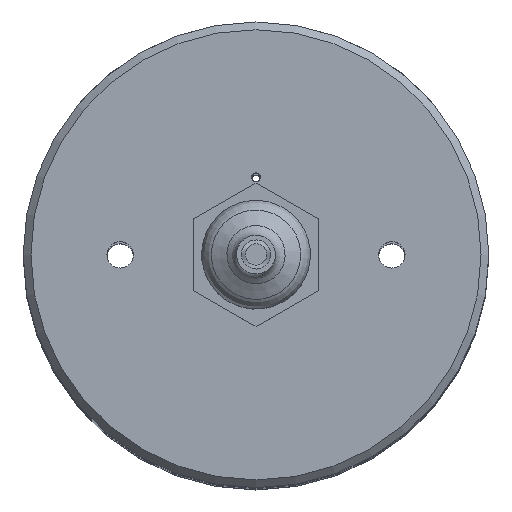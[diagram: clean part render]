
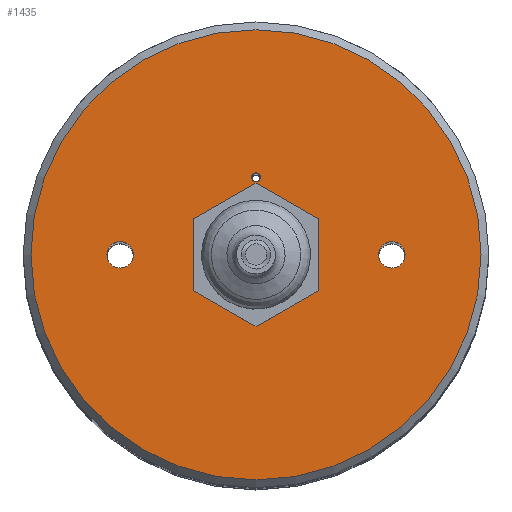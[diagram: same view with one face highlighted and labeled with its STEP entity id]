
A CAD part, top view. The second image highlights one B-rep face of the part: STEP entity #1435.
In plain terms, the highlighted planar face has unit normal (0, 0, 1).
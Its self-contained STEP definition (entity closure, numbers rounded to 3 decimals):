
#9 = DIRECTION ( 'NONE',  ( 0., 0., -1. ) ) ;
#22 = FACE_BOUND ( 'NONE', #379, .T. ) ;
#25 = CARTESIAN_POINT ( 'NONE',  ( 0., 0., 0. ) ) ;
#43 = EDGE_CURVE ( 'NONE', #626, #626, #440, .T. ) ;
#88 = AXIS2_PLACEMENT_3D ( 'NONE', #762, #1014, #1219 ) ;
#206 = DIRECTION ( 'NONE',  ( 0., 0., 1. ) ) ;
#207 = DIRECTION ( 'NONE',  ( 1., 0., 0. ) ) ;
#265 = AXIS2_PLACEMENT_3D ( 'NONE', #904, #790, #673 ) ;
#297 = EDGE_CURVE ( 'NONE', #1198, #1198, #305, .T. ) ;
#305 = CIRCLE ( 'NONE', #818, 58. ) ;
#307 = ORIENTED_EDGE ( 'NONE', *, *, #43, .F. ) ;
#309 = CIRCLE ( 'NONE', #1164, 3.4 ) ;
#319 = EDGE_LOOP ( 'NONE', ( #1374 ) ) ;
#329 = CARTESIAN_POINT ( 'NONE',  ( 0., 20., 0. ) ) ;
#379 = EDGE_LOOP ( 'NONE', ( #1113 ) ) ;
#394 = FACE_BOUND ( 'NONE', #888, .T. ) ;
#410 = CARTESIAN_POINT ( 'NONE',  ( -31.6, 0., 0. ) ) ;
#417 = CARTESIAN_POINT ( 'NONE',  ( 58., 0., 0. ) ) ;
#424 = AXIS2_PLACEMENT_3D ( 'NONE', #429, #206, #874 ) ;
#429 = CARTESIAN_POINT ( 'NONE',  ( 0., 0., 0. ) ) ;
#440 = CIRCLE ( 'NONE', #265, 3.4 ) ;
#442 = DIRECTION ( 'NONE',  ( 1., 0., 0. ) ) ;
#556 = EDGE_CURVE ( 'NONE', #1165, #1165, #858, .T. ) ;
#586 = ORIENTED_EDGE ( 'NONE', *, *, #828, .F. ) ;
#614 = VERTEX_POINT ( 'NONE', #740 ) ;
#626 = VERTEX_POINT ( 'NONE', #1445 ) ;
#673 = DIRECTION ( 'NONE',  ( 1., 0., 0. ) ) ;
#708 = ORIENTED_EDGE ( 'NONE', *, *, #297, .T. ) ;
#740 = CARTESIAN_POINT ( 'NONE',  ( 1.15, 20., 0. ) ) ;
#757 = FACE_BOUND ( 'NONE', #319, .T. ) ;
#762 = CARTESIAN_POINT ( 'NONE',  ( 0., 0., 0. ) ) ;
#790 = DIRECTION ( 'NONE',  ( 0., 0., 1. ) ) ;
#818 = AXIS2_PLACEMENT_3D ( 'NONE', #25, #1291, #442 ) ;
#822 = VERTEX_POINT ( 'NONE', #410 ) ;
#828 = EDGE_CURVE ( 'NONE', #822, #822, #309, .T. ) ;
#835 = FACE_BOUND ( 'NONE', #1419, .T. ) ;
#858 = CIRCLE ( 'NONE', #88, 14.25 ) ;
#864 = DIRECTION ( 'NONE',  ( 1., 0., 0. ) ) ;
#874 = DIRECTION ( 'NONE',  ( 1., 0., 0. ) ) ;
#888 = EDGE_LOOP ( 'NONE', ( #586 ) ) ;
#904 = CARTESIAN_POINT ( 'NONE',  ( 35., 0., 0. ) ) ;
#956 = AXIS2_PLACEMENT_3D ( 'NONE', #329, #9, #864 ) ;
#995 = CARTESIAN_POINT ( 'NONE',  ( -35., 0., 0. ) ) ;
#1014 = DIRECTION ( 'NONE',  ( 0., 0., -1. ) ) ;
#1047 = EDGE_CURVE ( 'NONE', #614, #614, #1246, .T. ) ;
#1055 = FACE_OUTER_BOUND ( 'NONE', #1313, .T. ) ;
#1113 = ORIENTED_EDGE ( 'NONE', *, *, #556, .T. ) ;
#1164 = AXIS2_PLACEMENT_3D ( 'NONE', #995, #1334, #207 ) ;
#1165 = VERTEX_POINT ( 'NONE', #1319 ) ;
#1198 = VERTEX_POINT ( 'NONE', #417 ) ;
#1219 = DIRECTION ( 'NONE',  ( 1., 0., 0. ) ) ;
#1224 = PLANE ( 'NONE',  #424 ) ;
#1246 = CIRCLE ( 'NONE', #956, 1.15 ) ;
#1291 = DIRECTION ( 'NONE',  ( 0., 0., 1. ) ) ;
#1313 = EDGE_LOOP ( 'NONE', ( #708 ) ) ;
#1319 = CARTESIAN_POINT ( 'NONE',  ( 14.25, 0., 0. ) ) ;
#1334 = DIRECTION ( 'NONE',  ( 0., 0., 1. ) ) ;
#1374 = ORIENTED_EDGE ( 'NONE', *, *, #1047, .T. ) ;
#1419 = EDGE_LOOP ( 'NONE', ( #307 ) ) ;
#1435 = ADVANCED_FACE ( 'NONE', ( #394, #835, #757, #1055, #22 ), #1224, .T. ) ;
#1445 = CARTESIAN_POINT ( 'NONE',  ( 38.4, 0., 0. ) ) ;
